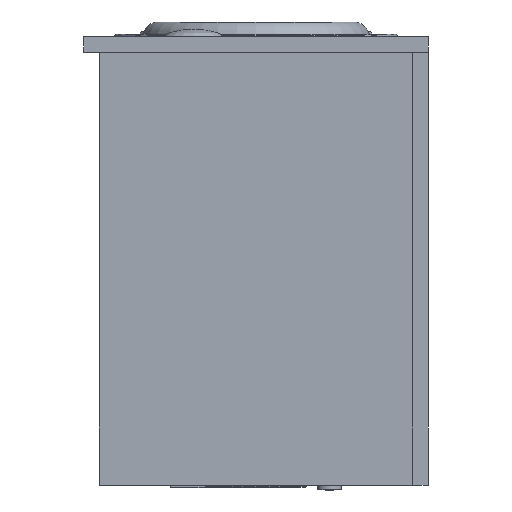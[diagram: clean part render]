
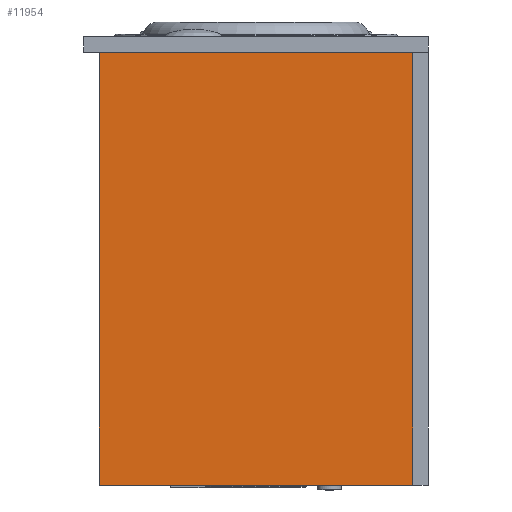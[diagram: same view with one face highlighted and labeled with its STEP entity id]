
A CAD part, left-side view. The second image highlights one B-rep face of the part: STEP entity #11954.
In plain terms, the highlighted planar face has unit normal (-1, 0, 0).
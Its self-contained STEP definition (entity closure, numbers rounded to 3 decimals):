
#419=PLANE('',#13064);
#1533=FACE_OUTER_BOUND('',#2297,.T.);
#2297=EDGE_LOOP('',(#9452,#9453,#9454,#9455));
#3156=LINE('',#18670,#4304);
#3160=LINE('',#18678,#4308);
#3163=LINE('',#18684,#4311);
#3166=LINE('',#18689,#4314);
#4304=VECTOR('',#14930,10.);
#4308=VECTOR('',#14936,10.);
#4311=VECTOR('',#14941,10.);
#4314=VECTOR('',#14946,10.);
#5843=VERTEX_POINT('',#18668);
#5844=VERTEX_POINT('',#18669);
#5847=VERTEX_POINT('',#18677);
#5849=VERTEX_POINT('',#18683);
#7157=EDGE_CURVE('',#5843,#5844,#3156,.T.);
#7161=EDGE_CURVE('',#5844,#5847,#3160,.T.);
#7164=EDGE_CURVE('',#5847,#5849,#3163,.T.);
#7167=EDGE_CURVE('',#5849,#5843,#3166,.T.);
#9452=ORIENTED_EDGE('',*,*,#7167,.T.);
#9453=ORIENTED_EDGE('',*,*,#7157,.T.);
#9454=ORIENTED_EDGE('',*,*,#7161,.T.);
#9455=ORIENTED_EDGE('',*,*,#7164,.T.);
#11954=ADVANCED_FACE('',(#1533),#419,.F.);
#13064=AXIS2_PLACEMENT_3D('',#18692,#14950,#14951);
#14930=DIRECTION('',(0.,1.,0.));
#14936=DIRECTION('',(0.,0.,-1.));
#14941=DIRECTION('',(0.,-1.,0.));
#14946=DIRECTION('',(0.,0.,1.));
#14950=DIRECTION('center_axis',(1.,0.,0.));
#14951=DIRECTION('ref_axis',(0.,0.,
-1.));
#18668=CARTESIAN_POINT('',(213.1,-64.1,6.));
#18669=CARTESIAN_POINT('',(213.1,64.1,6.));
#18670=CARTESIAN_POINT('',(213.1,-64.1,6.));
#18677=CARTESIAN_POINT('',(213.1,64.1,-171.2));
#18678=CARTESIAN_POINT('',(213.1,64.1,6.));
#18683=CARTESIAN_POINT('',(213.1,-64.1,-171.2));
#18684=CARTESIAN_POINT('',(213.1,64.1,-171.2));
#18689=CARTESIAN_POINT('',(213.1,-64.1,-171.2));
#18692=CARTESIAN_POINT('Origin',(213.1,0.,-82.6));
